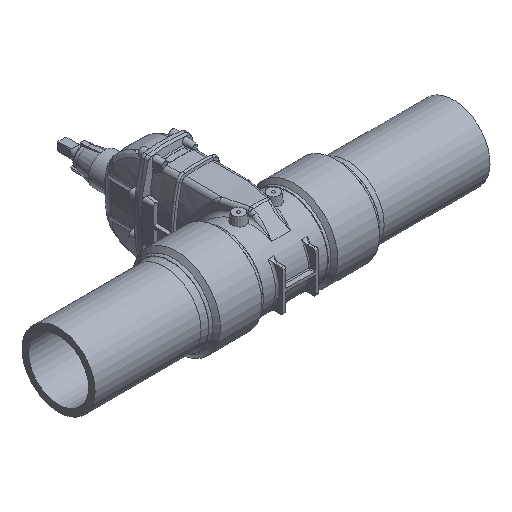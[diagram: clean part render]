
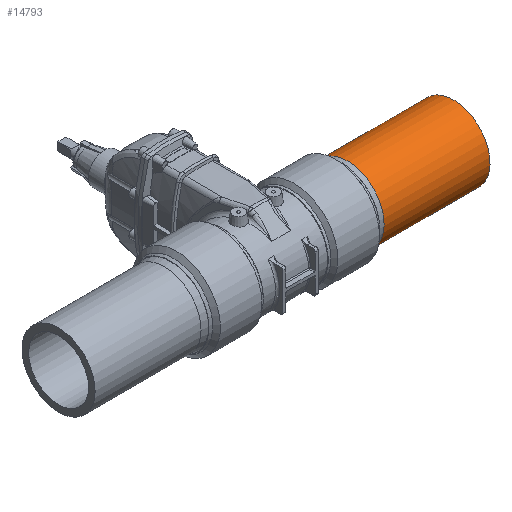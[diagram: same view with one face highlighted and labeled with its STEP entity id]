
A CAD part, isometric view. The second image highlights one B-rep face of the part: STEP entity #14793.
In plain terms, the highlighted cylindrical face has radius 125 mm (diameter 250 mm), a full revolution.
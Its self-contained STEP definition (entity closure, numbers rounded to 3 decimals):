
#1980 = EDGE_CURVE ( 'NONE', #14728, #14728, #3569, .T. ) ;
#1985 = EDGE_CURVE ( 'NONE', #14732, #14732, #3580, .T. ) ;
#3569 = CIRCLE ( 'NONE', #11759, 125. ) ;
#3580 = CIRCLE ( 'NONE', #11763, 125. ) ;
#6976 = CARTESIAN_POINT ( 'NONE',  ( 675., -115.528, -47.731 ) ) ;
#6980 = CARTESIAN_POINT ( 'NONE',  ( 313., 47.731, -115.528 ) ) ;
#8750 = ORIENTED_EDGE ( 'NONE', *, *, #1985, .F. ) ;
#8764 = ORIENTED_EDGE ( 'NONE', *, *, #1980, .F. ) ;
#10764 = DIRECTION ( 'NONE',  ( 0., -0.924, -0.382 ) ) ;
#10769 = CARTESIAN_POINT ( 'NONE',  ( 675., 0., 0. ) ) ;
#11071 = CARTESIAN_POINT ( 'NONE',  ( 313., 0., 0. ) ) ;
#11087 = DIRECTION ( 'NONE',  ( -1., 0., 0. ) ) ;
#11092 = DIRECTION ( 'NONE',  ( 0., 0.382, -0.924 ) ) ;
#11134 = DIRECTION ( 'NONE',  ( 1., 0., 0. ) ) ;
#11366 = AXIS2_PLACEMENT_3D ( 'NONE', #14015, #14016, #13986 ) ;
#11759 = AXIS2_PLACEMENT_3D ( 'NONE', #10769, #11134, #10764 ) ;
#11763 = AXIS2_PLACEMENT_3D ( 'NONE', #11071, #11087, #11092 ) ;
#13986 = DIRECTION ( 'NONE',  ( 0., -0.924, -0.382 ) ) ;
#14015 = CARTESIAN_POINT ( 'NONE',  ( 121., 0., 0. ) ) ;
#14016 = DIRECTION ( 'NONE',  ( 1., 0., 0. ) ) ;
#14513 = FACE_OUTER_BOUND ( 'NONE', #15046, .T. ) ;
#14520 = FACE_OUTER_BOUND ( 'NONE', #15025, .T. ) ;
#14522 = CYLINDRICAL_SURFACE ( 'NONE', #11366, 125. ) ;
#14728 = VERTEX_POINT ( 'NONE', #6976 ) ;
#14732 = VERTEX_POINT ( 'NONE', #6980 ) ;
#14793 = ADVANCED_FACE ( 'NONE', ( #14520, #14513 ), #14522, .T. ) ;
#15025 = EDGE_LOOP ( 'NONE', ( #8750 ) ) ;
#15046 = EDGE_LOOP ( 'NONE', ( #8764 ) ) ;
